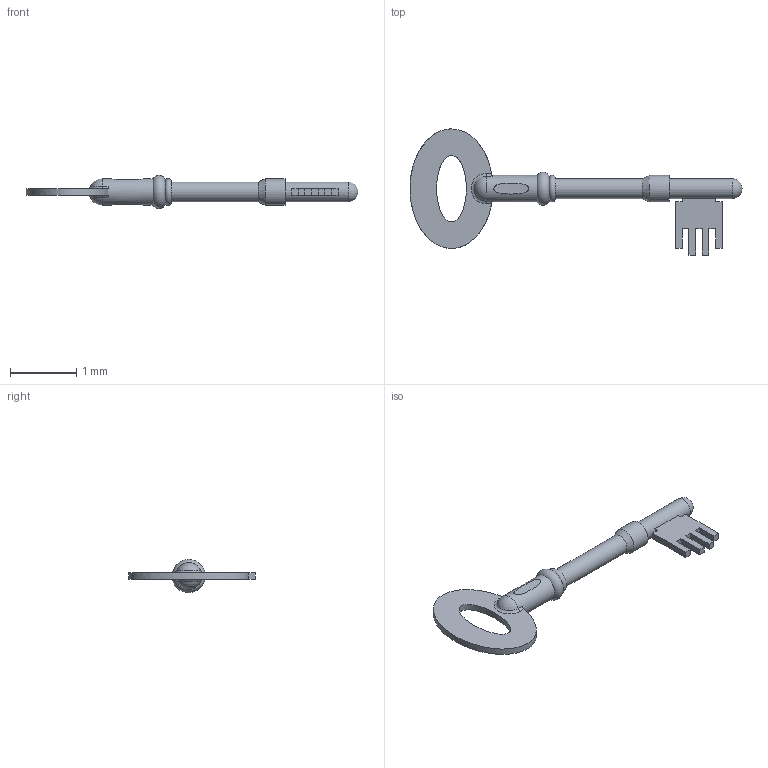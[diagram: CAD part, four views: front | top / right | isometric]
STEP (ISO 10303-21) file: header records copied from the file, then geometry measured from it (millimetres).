
FILE_DESCRIPTION(/* description */ ('produced by PlanetCAD 3DShare translation service'),/* implementation_level */ '2;1');
FILE_NAME(/* name */ 'k1_top_sh',/* time_stamp */ '2000-10-12T15:21:40-06:00',/* author */ ('3DShare data exchange service'),/* organization */ ('PlanetCAD division of Spatial, Inc.'),/* preprocessor_version */ 'ST-DEVELOPER v8',/* originating_system */ 'http://www.3dshare.com',/* authorisation */ '3DShare data exchange service');
FILE_SCHEMA (('CONFIG_CONTROL_DESIGN'));
Length unit declared in the file: millimetre
Products named in the file (1): W-X-3.1415:2.718
Bounding box: 5 x 1.9 x 0.5 mm (x, y, z)
Surface area: 9.1 mm2 (no closed solid volume)
Topology: 0 solids, 1 shells, 44 faces, 119 edges, 77 vertices
Faces by surface type: plane 24, cylinder 8, torus 4, sphere 3, extrusion 2, bspline 2, cone 1
Full cylindrical faces by diameter (mm): 0.3 x2, 0.4 x2
Entity records: 1525 total; most frequent: CARTESIAN_POINT 459, ORIENTED_EDGE 204, DIRECTION 196, EDGE_CURVE 102, VERTEX_POINT 72, VECTOR 68, LINE 66, AXIS2_PLACEMENT_3D 64
